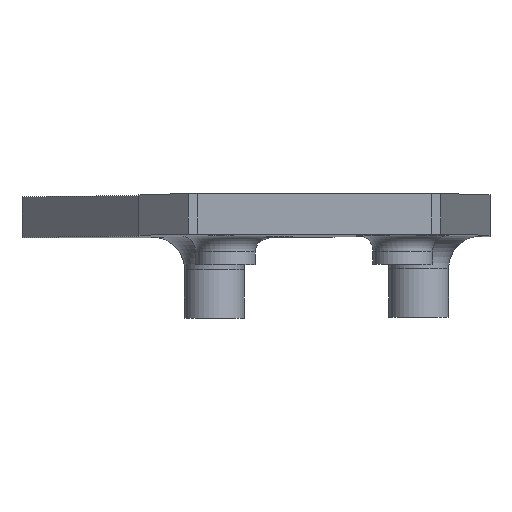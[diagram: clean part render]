
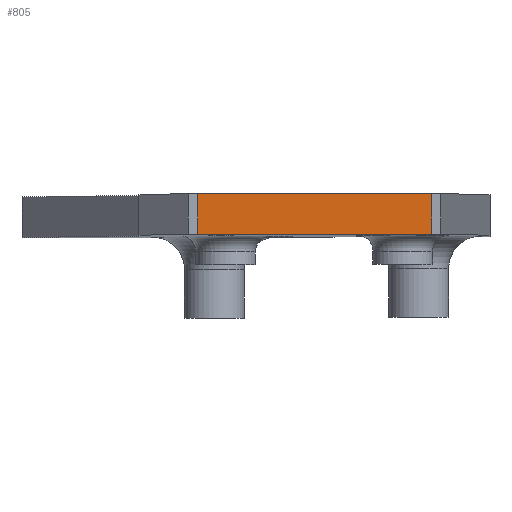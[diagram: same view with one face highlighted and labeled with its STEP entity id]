
A CAD part, top view. The second image highlights one B-rep face of the part: STEP entity #805.
In plain terms, the highlighted planar face has unit normal (0, 0, 1).
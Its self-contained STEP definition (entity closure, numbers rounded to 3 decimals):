
#500=CARTESIAN_POINT('Vertex',(9.144,0.,43.804)) ;
#503=CARTESIAN_POINT('Line Origine',(0.,0.,43.804)) ;
#507=CARTESIAN_POINT('Vertex',(-9.144,0.,43.804)) ;
#763=CARTESIAN_POINT('Axis2P3D Location',(-9.144,0.,43.804)) ;
#768=CARTESIAN_POINT('Line Origine',(-9.144,1.588,43.804)) ;
#772=CARTESIAN_POINT('Vertex',(-9.144,3.175,43.804)) ;
#787=CARTESIAN_POINT('Line Origine',(9.144,1.588,43.804)) ;
#791=CARTESIAN_POINT('Vertex',(9.144,3.175,43.804)) ;
#794=CARTESIAN_POINT('Line Origine',(0.,3.175,43.804)) ;
#505=VECTOR('Line Direction',#504,1.) ;
#770=VECTOR('Line Direction',#769,1.) ;
#789=VECTOR('Line Direction',#788,1.) ;
#796=VECTOR('Line Direction',#795,1.) ;
#504=DIRECTION('Vector Direction',(1.,0.,0.)) ;
#764=DIRECTION('Axis2P3D Direction',(0.,0.,-1.)) ;
#765=DIRECTION('Axis2P3D XDirection',(-1.,0.,0.)) ;
#769=DIRECTION('Vector Direction',(0.,1.,0.)) ;
#788=DIRECTION('Vector Direction',(0.,1.,0.)) ;
#795=DIRECTION('Vector Direction',(1.,0.,0.)) ;
#766=AXIS2_PLACEMENT_3D('Plane Axis2P3D',#763,#764,#765) ;
#506=LINE('Line',#503,#505) ;
#771=LINE('Line',#768,#770) ;
#790=LINE('Line',#787,#789) ;
#797=LINE('Line',#794,#796) ;
#767=PLANE('',#766) ;
#509=EDGE_CURVE('',#508,#501,#506,.T.) ;
#774=EDGE_CURVE('',#508,#773,#771,.T.) ;
#793=EDGE_CURVE('',#501,#792,#790,.T.) ;
#798=EDGE_CURVE('',#773,#792,#797,.T.) ;
#800=ORIENTED_EDGE('',*,*,#774,.F.) ;
#801=ORIENTED_EDGE('',*,*,#509,.T.) ;
#802=ORIENTED_EDGE('',*,*,#793,.T.) ;
#803=ORIENTED_EDGE('',*,*,#798,.F.) ;
#799=EDGE_LOOP('',(#800,#801,#802,#803)) ;
#501=VERTEX_POINT('',#500) ;
#508=VERTEX_POINT('',#507) ;
#773=VERTEX_POINT('',#772) ;
#792=VERTEX_POINT('',#791) ;
#805=ADVANCED_FACE('PartBody',(#804),#767,.F.) ;
#804=FACE_OUTER_BOUND('',#799,.T.) ;
